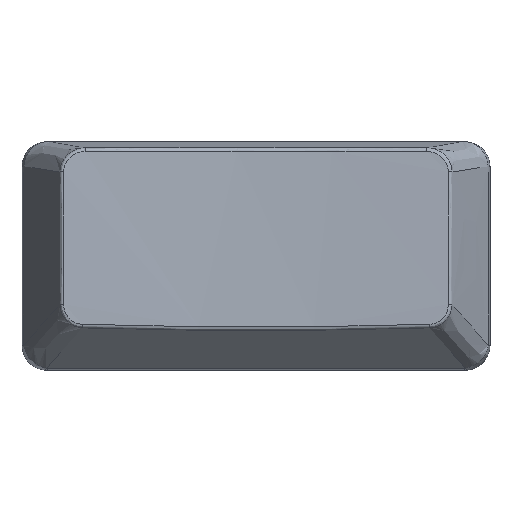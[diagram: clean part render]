
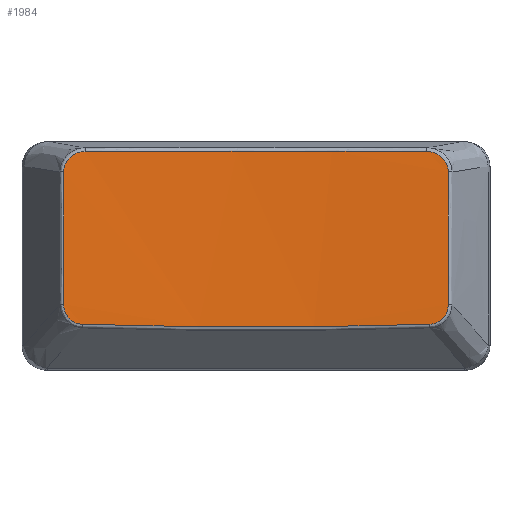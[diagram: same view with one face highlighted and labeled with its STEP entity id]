
A CAD part, top view. The second image highlights one B-rep face of the part: STEP entity #1984.
In plain terms, the highlighted free-form (B-spline) face has degree [1, 2] with [2, 3] control points.
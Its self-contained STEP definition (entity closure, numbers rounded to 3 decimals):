
#14=(
BOUNDED_SURFACE()
B_SPLINE_SURFACE(1,2,((#4888,#4889,#4890),(#4891,#4892,#4893)),
 .UNSPECIFIED.,.F.,.F.,.F.)
B_SPLINE_SURFACE_WITH_KNOTS((2,2),(3,3),(0.075,0.138),
(-1.64,-1.502),.UNSPECIFIED.)
GEOMETRIC_REPRESENTATION_ITEM()
RATIONAL_B_SPLINE_SURFACE(((1.,0.998,1.),(1.,0.998,
1.)))
REPRESENTATION_ITEM('')
SURFACE()
);
#224=B_SPLINE_CURVE_WITH_KNOTS('',3,(#4593,#4594,#4595,#4596,#4597,#4598),
 .UNSPECIFIED.,.F.,.F.,(4,1,1,4),(0.,0.07,0.14,
0.244),.UNSPECIFIED.);
#225=B_SPLINE_CURVE_WITH_KNOTS('',3,(#4620,#4621,#4622,#4623),
 .UNSPECIFIED.,.F.,.F.,(4,4),(-1.054,0.),.UNSPECIFIED.);
#226=B_SPLINE_CURVE_WITH_KNOTS('',3,(#4652,#4653,#4654,#4655,#4656),
 .UNSPECIFIED.,.F.,.F.,(4,1,4),(0.,0.113,0.264),
 .UNSPECIFIED.);
#227=B_SPLINE_CURVE_WITH_KNOTS('',3,(#4679,#4680,#4681,#4682),
 .UNSPECIFIED.,.F.,.F.,(4,4),(0.,2.719),
 .UNSPECIFIED.);
#228=B_SPLINE_CURVE_WITH_KNOTS('',3,(#4710,#4711,#4712,#4713,#4714),
 .UNSPECIFIED.,.F.,.F.,(4,1,4),(0.,0.151,
0.264),.UNSPECIFIED.);
#229=B_SPLINE_CURVE_WITH_KNOTS('',3,(#4736,#4737,#4738,#4739),
 .UNSPECIFIED.,.F.,.F.,(4,4),(-1.054,0.),.UNSPECIFIED.);
#232=B_SPLINE_CURVE_WITH_KNOTS('',3,(#4785,#4786,#4787,#4788,#4789,#4790),
 .UNSPECIFIED.,.F.,.F.,(4,1,1,4),(0.,0.07,0.14,
0.244),.UNSPECIFIED.);
#234=B_SPLINE_CURVE_WITH_KNOTS('',3,(#4815,#4816,#4817,#4818),
 .UNSPECIFIED.,.F.,.F.,(4,4),(0.,2.762),
 .UNSPECIFIED.);
#573=FACE_OUTER_BOUND('',#699,.T.);
#699=EDGE_LOOP('',(#1774,#1775,#1776,#1777,#1778,#1779,#1780,#1781));
#916=VERTEX_POINT('',#4582);
#918=VERTEX_POINT('',#4591);
#919=VERTEX_POINT('',#4619);
#920=VERTEX_POINT('',#4650);
#921=VERTEX_POINT('',#4677);
#922=VERTEX_POINT('',#4708);
#923=VERTEX_POINT('',#4735);
#925=VERTEX_POINT('',#4776);
#1199=EDGE_CURVE('',#918,#916,#224,.T.);
#1200=EDGE_CURVE('',#916,#919,#225,.T.);
#1203=EDGE_CURVE('',#919,#920,#226,.T.);
#1205=EDGE_CURVE('',#920,#921,#227,.T.);
#1207=EDGE_CURVE('',#921,#922,#228,.T.);
#1208=EDGE_CURVE('',#922,#923,#229,.T.);
#1213=EDGE_CURVE('',#923,#925,#232,.T.);
#1215=EDGE_CURVE('',#925,#918,#234,.T.);
#1774=ORIENTED_EDGE('',*,*,#1199,.F.);
#1775=ORIENTED_EDGE('',*,*,#1215,.F.);
#1776=ORIENTED_EDGE('',*,*,#1213,.F.);
#1777=ORIENTED_EDGE('',*,*,#1208,.F.);
#1778=ORIENTED_EDGE('',*,*,#1207,.F.);
#1779=ORIENTED_EDGE('',*,*,#1205,.F.);
#1780=ORIENTED_EDGE('',*,*,#1203,.F.);
#1781=ORIENTED_EDGE('',*,*,#1200,.F.);
#1984=ADVANCED_FACE('',(#573),#14,.T.);
#4582=CARTESIAN_POINT('',(-15.286,-3.851,6.746));
#4591=CARTESIAN_POINT('',(-13.779,-5.446,6.732));
#4593=CARTESIAN_POINT('Ctrl Pts',(-13.779,-5.446,6.732));
#4594=CARTESIAN_POINT('Ctrl Pts',(-14.011,-5.439,6.746));
#4595=CARTESIAN_POINT('Ctrl Pts',(-14.473,-5.329,6.769));
#4596=CARTESIAN_POINT('Ctrl Pts',(-15.113,-4.787,6.783));
#4597=CARTESIAN_POINT('Ctrl Pts',(-15.286,-4.199,6.765));
#4598=CARTESIAN_POINT('Ctrl Pts',(-15.286,-3.851,6.746));
#4619=CARTESIAN_POINT('',(-15.295,6.678,6.195));
#4620=CARTESIAN_POINT('Ctrl Pts',(-15.286,-3.851,6.746));
#4621=CARTESIAN_POINT('Ctrl Pts',(-15.289,-0.341,
6.563));
#4622=CARTESIAN_POINT('Ctrl Pts',(-15.292,3.168,6.379));
#4623=CARTESIAN_POINT('Ctrl Pts',(-15.295,6.678,6.195));
#4650=CARTESIAN_POINT('',(-13.57,8.296,5.999));
#4652=CARTESIAN_POINT('Ctrl Pts',(-15.295,6.678,6.195));
#4653=CARTESIAN_POINT('Ctrl Pts',(-15.295,7.054,6.175));
#4654=CARTESIAN_POINT('Ctrl Pts',(-14.957,7.931,6.106));
#4655=CARTESIAN_POINT('Ctrl Pts',(-14.071,8.294,6.029));
#4656=CARTESIAN_POINT('Ctrl Pts',(-13.57,8.296,5.999));
#4677=CARTESIAN_POINT('',(13.57,8.296,5.999));
#4679=CARTESIAN_POINT('Ctrl Pts',(-13.57,8.296,5.999));
#4680=CARTESIAN_POINT('Ctrl Pts',(-4.535,8.345,5.447));
#4681=CARTESIAN_POINT('Ctrl Pts',(4.535,8.345,5.447));
#4682=CARTESIAN_POINT('Ctrl Pts',(13.57,8.296,5.999));
#4708=CARTESIAN_POINT('',(15.295,6.678,6.195));
#4710=CARTESIAN_POINT('Ctrl Pts',(13.57,8.296,5.999));
#4711=CARTESIAN_POINT('Ctrl Pts',(14.071,8.294,6.029));
#4712=CARTESIAN_POINT('Ctrl Pts',(14.958,7.931,6.106));
#4713=CARTESIAN_POINT('Ctrl Pts',(15.295,7.054,6.175));
#4714=CARTESIAN_POINT('Ctrl Pts',(15.295,6.678,6.195));
#4735=CARTESIAN_POINT('',(15.286,-3.851,6.746));
#4736=CARTESIAN_POINT('Ctrl Pts',(15.295,6.678,6.195));
#4737=CARTESIAN_POINT('Ctrl Pts',(15.292,3.168,6.379));
#4738=CARTESIAN_POINT('Ctrl Pts',(15.289,-0.341,6.563));
#4739=CARTESIAN_POINT('Ctrl Pts',(15.286,-3.851,6.746));
#4776=CARTESIAN_POINT('',(13.779,-5.446,6.732));
#4785=CARTESIAN_POINT('Ctrl Pts',(15.286,-3.851,6.746));
#4786=CARTESIAN_POINT('Ctrl Pts',(15.286,-4.083,6.758));
#4787=CARTESIAN_POINT('Ctrl Pts',(15.198,-4.548,6.777));
#4788=CARTESIAN_POINT('Ctrl Pts',(14.706,-5.227,6.779));
#4789=CARTESIAN_POINT('Ctrl Pts',(14.127,-5.435,6.753));
#4790=CARTESIAN_POINT('Ctrl Pts',(13.779,-5.446,6.732));
#4815=CARTESIAN_POINT('Ctrl Pts',(13.779,-5.446,6.732));
#4816=CARTESIAN_POINT('Ctrl Pts',(4.607,-5.728,6.18));
#4817=CARTESIAN_POINT('Ctrl Pts',(-4.607,-5.728,6.18));
#4818=CARTESIAN_POINT('Ctrl Pts',(-13.779,-5.446,6.732));
#4888=CARTESIAN_POINT('Ctrl Pts',(15.295,-5.633,6.84));
#4889=CARTESIAN_POINT('Ctrl Pts',(0.,-5.688,
5.795));
#4890=CARTESIAN_POINT('Ctrl Pts',(-15.295,-5.633,6.84));
#4891=CARTESIAN_POINT('Ctrl Pts',(15.295,8.379,6.106));
#4892=CARTESIAN_POINT('Ctrl Pts',(0.,8.324,
5.06));
#4893=CARTESIAN_POINT('Ctrl Pts',(-15.295,8.379,6.106));
